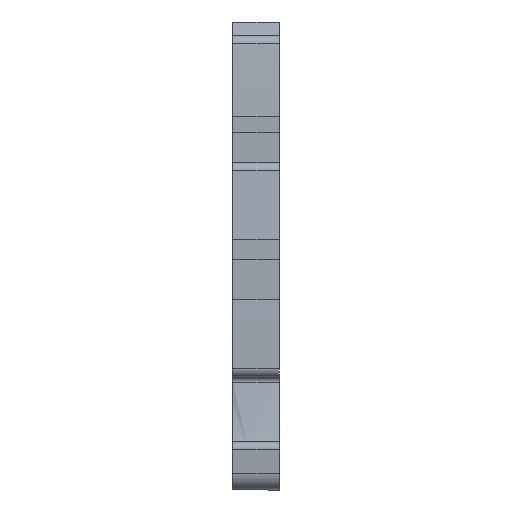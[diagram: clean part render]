
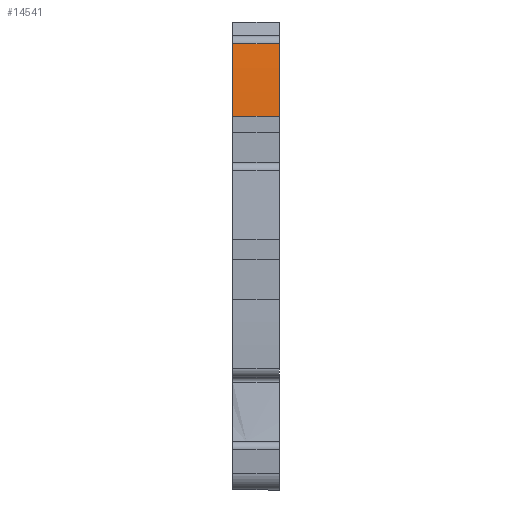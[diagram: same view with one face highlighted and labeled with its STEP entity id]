
A CAD part, front view. The second image highlights one B-rep face of the part: STEP entity #14541.
In plain terms, the highlighted cylindrical face has radius 149.2 mm (diameter 298.4 mm), a partial arc.
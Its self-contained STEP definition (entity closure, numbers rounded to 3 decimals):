
#14514=AXIS2_PLACEMENT_3D('Cylinder Axis2P3D',#14511,#14512,#14513) ;
#14518=AXIS2_PLACEMENT_3D('Circle Axis2P3D',#14516,#14517,$) ;
#14525=AXIS2_PLACEMENT_3D('Circle Axis2P3D',#14523,#14524,$) ;
#14489=CARTESIAN_POINT('Vertex',(5.1,24.115,49.272)) ;
#14496=CARTESIAN_POINT('Vertex',(0.,24.115,49.272)) ;
#14499=CARTESIAN_POINT('Line Origine',(2.55,24.115,49.272)) ;
#14511=CARTESIAN_POINT('Axis2P3D Location',(2.55,172.198,31.05)) ;
#14516=CARTESIAN_POINT('Axis2P3D Location',(5.1,172.198,31.05)) ;
#14520=CARTESIAN_POINT('Vertex',(5.1,23.348,41.264)) ;
#14523=CARTESIAN_POINT('Axis2P3D Location',(0.,172.198,31.05)) ;
#14527=CARTESIAN_POINT('Vertex',(0.,23.348,41.264)) ;
#14530=CARTESIAN_POINT('Line Origine',(2.55,23.348,41.264)) ;
#14500=DIRECTION('Vector Direction',(1.,0.,0.)) ;
#14512=DIRECTION('Axis2P3D Direction',(1.,0.,0.)) ;
#14513=DIRECTION('Axis2P3D XDirection',(0.,-0.993,0.122)) ;
#14517=DIRECTION('Axis2P3D Direction',(1.,0.,0.)) ;
#14524=DIRECTION('Axis2P3D Direction',(1.,0.,0.)) ;
#14531=DIRECTION('Vector Direction',(1.,0.,0.)) ;
#14501=VECTOR('Line Direction',#14500,1.) ;
#14532=VECTOR('Line Direction',#14531,1.) ;
#14536=ORIENTED_EDGE('',*,*,#14522,.F.) ;
#14537=ORIENTED_EDGE('',*,*,#14503,.F.) ;
#14538=ORIENTED_EDGE('',*,*,#14529,.T.) ;
#14539=ORIENTED_EDGE('',*,*,#14534,.T.) ;
#14541=ADVANCED_FACE('Hauptk\X2\00F6\X0\rper',(#14540),#14515,.T.) ;
#14519=CIRCLE('generated circle',#14518,149.2) ;
#14526=CIRCLE('generated circle',#14525,149.2) ;
#14515=CYLINDRICAL_SURFACE('generated cylinder',#14514,149.2) ;
#14503=EDGE_CURVE('',#14497,#14490,#14502,.T.) ;
#14522=EDGE_CURVE('',#14490,#14521,#14519,.T.) ;
#14529=EDGE_CURVE('',#14497,#14528,#14526,.T.) ;
#14534=EDGE_CURVE('',#14528,#14521,#14533,.T.) ;
#14535=EDGE_LOOP('',(#14536,#14537,#14538,#14539)) ;
#14540=FACE_OUTER_BOUND('',#14535,.T.) ;
#14502=LINE('Line',#14499,#14501) ;
#14533=LINE('Line',#14530,#14532) ;
#14490=VERTEX_POINT('',#14489) ;
#14497=VERTEX_POINT('',#14496) ;
#14521=VERTEX_POINT('',#14520) ;
#14528=VERTEX_POINT('',#14527) ;
